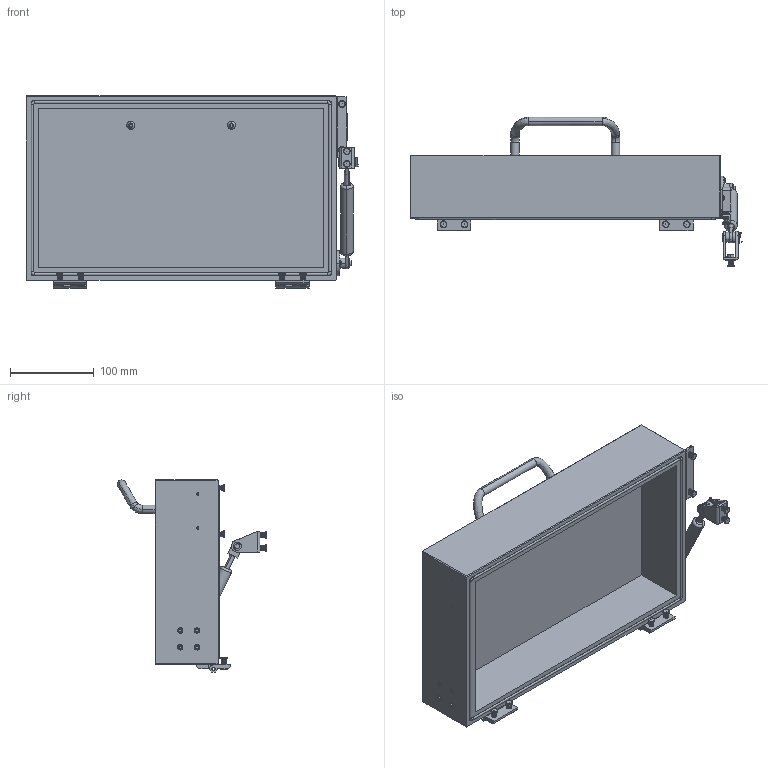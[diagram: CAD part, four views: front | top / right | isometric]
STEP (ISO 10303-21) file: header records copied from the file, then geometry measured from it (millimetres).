
FILE_DESCRIPTION (( 'STEP AP203' ), '1' );
FILE_NAME ('INGUN_15535.STEP', '2023-07-19T12:55:12', ( '' ), ( '' ), 'SwSTEP 2.0', 'SolidWorks 2021', '' );
FILE_SCHEMA (( 'CONFIG_CONTROL_DESIGN' ));
Length unit declared in the file: millimetre
Products named in the file (30): ISO7380~n_M03,0x010; 2348_3~0; DIN125~n_03,2 M03,0; ISO7380~n_M04,0x008; 15537-2~0; 2348_2~0; Gewindebuchse~n_M04-07,5 geschlossen; 15537-1~0; 17984_1~2; 17984~4; ASR~asr_拱06,2x04x拌12; DIN923~n_M04x04; ISO7380~n_M05,0x020; 2497-1~0; 5107~1_VKH-15535<Standard>; 15536~0_flexibel <Standard>; 35805~0_S; 2348~1_ Verschluss rechts ohne Bolzen<Standard>; ISO7380~n_M04,0x010; DIN125~n_04,3 M04,0; DIN_6799_-_A2~n_d 5; DIN7991~n_M04,0x010; 17984_1~2_bearbeitet<Standard>; INGUN_15535; 17053~3; 2497-2~0; 15313~11; DIN912~n_M04,0x008; 8577~1; 16548~0_flexiebel<Standard>
Assembly tree (51 placements, depth 3):
  INGUN_15535
    15313~11
    16548~0_flexiebel<Standard>
      2497-1~0
      2497-2~0
    2348~1_ Verschluss rechts ohne Bolzen<Standard>
      2348_3~0
      2348_2~0
    17053~3
    ASR~asr_拱06,2x04x拌12  x2
    DIN_6799_-_A2~n_d 5
    8577~1
    17984~4  x2
      17984_1~2
      17984_1~2_bearbeitet<Standard>
    5107~1_VKH-15535<Standard>
    15536~0_flexibel <Standard>
      15537-1~0
      15537-2~0
    Gewindebuchse~n_M04-07,5 geschlossen  x8
    35805~0_S
    DIN923~n_M04x04  x4
    ISO7380~n_M04,0x010  x2
    ISO7380~n_M05,0x020  x2
    DIN912~n_M04,0x008  x2
    DIN7991~n_M04,0x010  x4
    ISO7380~n_M04,0x008  x2
    DIN125~n_04,3 M04,0  x2
    ISO7380~n_M03,0x010  x2
    DIN125~n_03,2 M03,0  x2
Bounding box: 395.8 x 178 x 229 mm (x, y, z)
Volume: 2314748.7 mm3; surface area: 383044.2 mm2
Topology: 60 solids, 60 shells, 2417 faces, 5777 edges, 3736 vertices
Faces by surface type: plane 1463, cylinder 637, cone 202, torus 86, bspline 29
Entity records: 38478 total; most frequent: CARTESIAN_POINT 8132, DIRECTION 5928, ORIENTED_EDGE 5330, EDGE_CURVE 2665, AXIS2_PLACEMENT_3D 2296, VERTEX_POINT 1710, LINE 1336, VECTOR 1336
